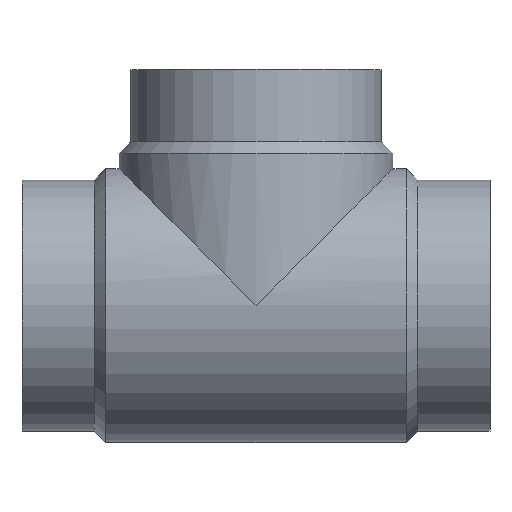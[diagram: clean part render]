
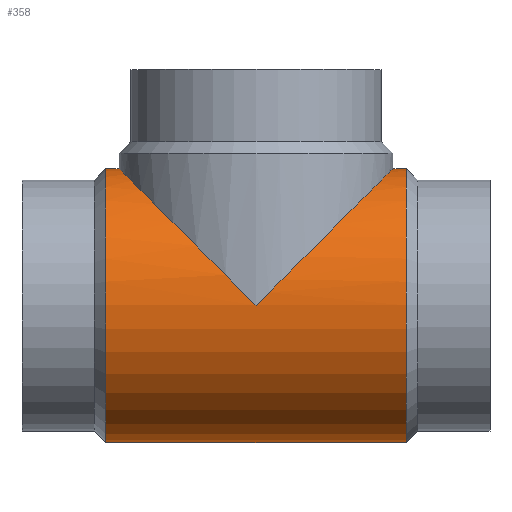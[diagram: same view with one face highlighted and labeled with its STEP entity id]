
A CAD part, top view. The second image highlights one B-rep face of the part: STEP entity #358.
In plain terms, the highlighted cylindrical face has radius 136.35 mm (diameter 272.7 mm), a partial arc.
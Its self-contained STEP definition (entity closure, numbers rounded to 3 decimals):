
#150 = EDGE_CURVE( '', #160, #200, #390, .T. );
#160 = VERTEX_POINT( '', #401 );
#196 = EDGE_CURVE( '', #292, #220, #441, .T. );
#200 = VERTEX_POINT( '', #445 );
#208 = EDGE_CURVE( '', #304, #252, #453, .T. );
#214 = EDGE_CURVE( '', #304, #160, #459, .T. );
#220 = VERTEX_POINT( '', #465 );
#252 = VERTEX_POINT( '', #501 );
#282 = EDGE_CURVE( '', #220, #284, #539, .T. );
#284 = VERTEX_POINT( '', #541 );
#286 = EDGE_CURVE( '', #200, #292, #543, .T. );
#292 = VERTEX_POINT( '', #550 );
#304 = VERTEX_POINT( '', #563 );
#348 = EDGE_CURVE( '', #284, #252, #614, .T. );
#358 = ADVANCED_FACE( '', ( #624 ), #625, .T. );
#390 = CIRCLE( '', #657, 136.35 );
#401 = CARTESIAN_POINT( '', ( -83.35, -136.35, 0. ) );
#441 = ELLIPSE( '', #725, 192.828, 136.35 );
#445 = CARTESIAN_POINT( '', ( -83.35, 136.35, 0. ) );
#453 = CIRCLE( '', #742, 136.35 );
#459 = LINE( '', #749, #750 );
#465 = CARTESIAN_POINT( '', ( -233., 0., 136.35 ) );
#501 = CARTESIAN_POINT( '', ( -382.65, 136.35, 0. ) );
#539 = ELLIPSE( '', #845, 192.828, 136.35 );
#541 = CARTESIAN_POINT( '', ( -369.35, 136.35, 0. ) );
#543 = LINE( '', #850, #851 );
#550 = CARTESIAN_POINT( '', ( -96.65, 136.35, 0. ) );
#563 = CARTESIAN_POINT( '', ( -382.65, -136.35, 0. ) );
#614 = LINE( '', #941, #942 );
#624 = FACE_OUTER_BOUND( '', #958, .T. );
#625 = CYLINDRICAL_SURFACE( '', #959, 136.35 );
#657 = AXIS2_PLACEMENT_3D( '', #973, #974, #975 );
#725 = AXIS2_PLACEMENT_3D( '', #1049, #1050, #1051 );
#742 = AXIS2_PLACEMENT_3D( '', #1059, #1060, #1061 );
#749 = CARTESIAN_POINT( '', ( -233., -136.35, 0. ) );
#750 = VECTOR( '', #1062, 1. );
#845 = AXIS2_PLACEMENT_3D( '', #1167, #1168, #1169 );
#850 = CARTESIAN_POINT( '', ( -233., 136.35, 0. ) );
#851 = VECTOR( '', #1170, 1. );
#941 = CARTESIAN_POINT( '', ( -233., 136.35, 0. ) );
#942 = VECTOR( '', #1267, 1. );
#958 = EDGE_LOOP( '', ( #1277, #1278, #1279, #1280, #1281, #1282, #1283 ) );
#959 = AXIS2_PLACEMENT_3D( '', #1284, #1285, #1286 );
#973 = CARTESIAN_POINT( '', ( -83.35, 0., 0. ) );
#974 = DIRECTION( '', ( -1., 0., 0. ) );
#975 = DIRECTION( '', ( 0., 1., 0. ) );
#1049 = CARTESIAN_POINT( '', ( -233., 0., 0. ) );
#1050 = DIRECTION( '', ( 0.707, -0.707, 0. ) );
#1051 = DIRECTION( '', ( 0.707, 0.707, 0. ) );
#1059 = CARTESIAN_POINT( '', ( -382.65, 0., 0. ) );
#1060 = DIRECTION( '', ( -1., 0., 0. ) );
#1061 = DIRECTION( '', ( 0., 1., 0. ) );
#1062 = DIRECTION( '', ( 1., 0., 0. ) );
#1167 = CARTESIAN_POINT( '', ( -233., 0., 0. ) );
#1168 = DIRECTION( '', ( -0.707, -0.707, 0. ) );
#1169 = DIRECTION( '', ( 0.707, -0.707, 0. ) );
#1170 = DIRECTION( '', ( -1., 0., 0. ) );
#1267 = DIRECTION( '', ( -1., 0., 0. ) );
#1277 = ORIENTED_EDGE( '', *, *, #286, .T. );
#1278 = ORIENTED_EDGE( '', *, *, #196, .T. );
#1279 = ORIENTED_EDGE( '', *, *, #282, .T. );
#1280 = ORIENTED_EDGE( '', *, *, #348, .T. );
#1281 = ORIENTED_EDGE( '', *, *, #208, .F. );
#1282 = ORIENTED_EDGE( '', *, *, #214, .T. );
#1283 = ORIENTED_EDGE( '', *, *, #150, .T. );
#1284 = CARTESIAN_POINT( '', ( -233., 0., 0. ) );
#1285 = DIRECTION( '', ( 1., 0., 0. ) );
#1286 = DIRECTION( '', ( 0., 1., 0. ) );
